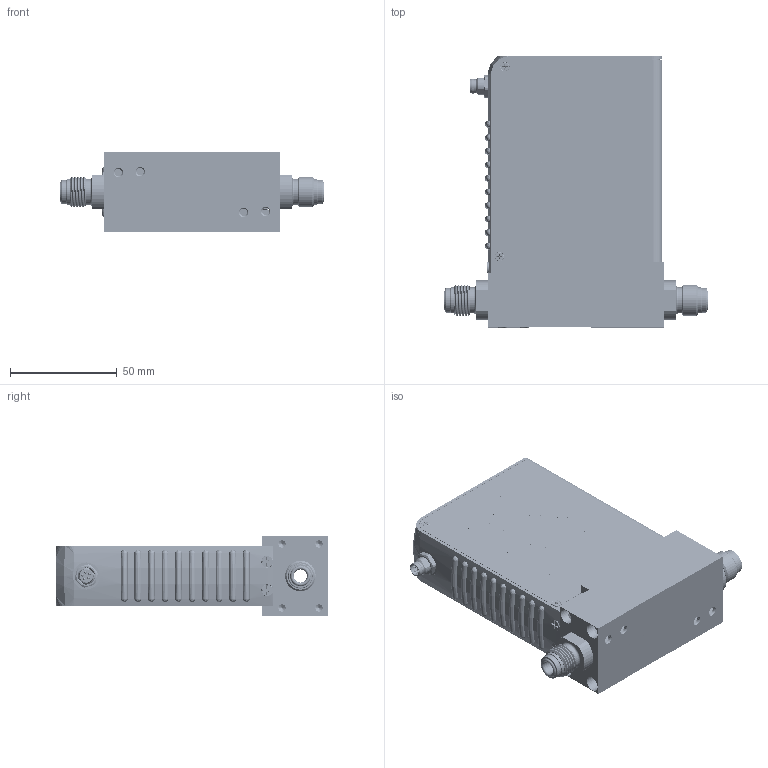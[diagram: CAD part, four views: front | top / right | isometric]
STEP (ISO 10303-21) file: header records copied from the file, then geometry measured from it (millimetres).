
FILE_DESCRIPTION (( 'STEP AP203' ), '1' );
FILE_NAME ('GF100-GF120-GF125-VX-E0.STEP', '2022-03-24T14:35:43', ( '' ), ( '' ), 'SwSTEP 2.0', 'SolidWorks 2020', '' );
FILE_SCHEMA (( 'CONFIG_CONTROL_DESIGN' ));
Products named in the file (1): GF100-GF120-GF125-VX-E0
Bounding box: 124.02 x 127 x 37.6 mm (x, y, z)
Surface area: 89583.1 mm2 (no closed solid volume)
Topology: 0 solids, 155 shells, 7179 faces, 18872 edges, 12390 vertices
Faces by surface type: plane 4125, bspline 1841, cylinder 961, cone 208, torus 36, sphere 8
Entity records: 274573 total; most frequent: CARTESIAN_POINT 110447, ORIENTED_EDGE 37666, DIRECTION 26782, EDGE_CURVE 18837, VERTEX_POINT 12390, VECTOR 12358, LINE 12358, EDGE_LOOP 7914
